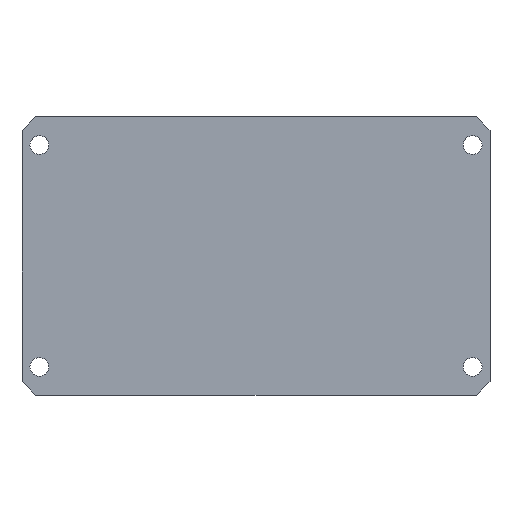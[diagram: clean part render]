
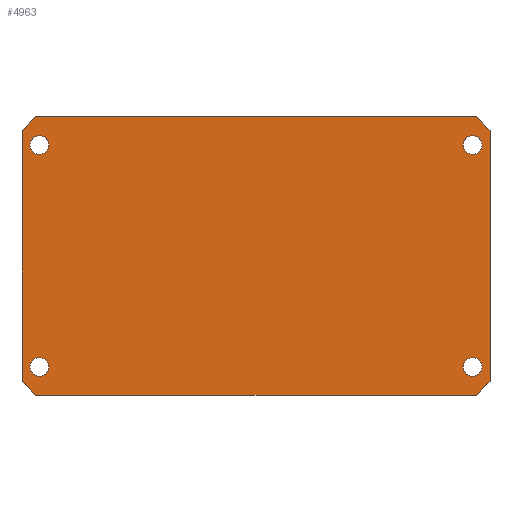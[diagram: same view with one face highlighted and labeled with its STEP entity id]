
A CAD part, top view. The second image highlights one B-rep face of the part: STEP entity #4963.
In plain terms, the highlighted planar face has unit normal (0, 0, 1).
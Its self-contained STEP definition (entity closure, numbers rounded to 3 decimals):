
#4963=ADVANCED_FACE('',(#11195,#11197,#11199,#11201,#11203),#11205,.T.);
#11195=FACE_BOUND('',#11196,.T.);
#11196=EDGE_LOOP('',(#16008,#16009,#16010,#16011,#16012,#16013,#16014,#16015));
#11197=FACE_BOUND('',#11198,.T.);
#11198=EDGE_LOOP('',(#16016));
#11199=FACE_BOUND('',#11200,.T.);
#11200=EDGE_LOOP('',(#16017));
#11201=FACE_BOUND('',#11202,.T.);
#11202=EDGE_LOOP('',(#16018));
#11203=FACE_BOUND('',#11204,.T.);
#11204=EDGE_LOOP('',(#16019));
#11205=PLANE('',#11206);
#11206=AXIS2_PLACEMENT_3D('',#11207,#11208,#11209);
#11207=CARTESIAN_POINT('',(0.,0.,10.));
#11208=DIRECTION('',(0.,0.,1.));
#11209=DIRECTION('',(-1.,0.,0.));
#16008=ORIENTED_EDGE('',*,*,#19593,.T.);
#16009=ORIENTED_EDGE('',*,*,#19594,.T.);
#16010=ORIENTED_EDGE('',*,*,#19595,.T.);
#16011=ORIENTED_EDGE('',*,*,#19596,.T.);
#16012=ORIENTED_EDGE('',*,*,#19597,.T.);
#16013=ORIENTED_EDGE('',*,*,#17818,.T.);
#16014=ORIENTED_EDGE('',*,*,#19592,.T.);
#16015=ORIENTED_EDGE('',*,*,#19598,.T.);
#16016=ORIENTED_EDGE('',*,*,#19599,.T.);
#16017=ORIENTED_EDGE('',*,*,#19600,.T.);
#16018=ORIENTED_EDGE('',*,*,#19601,.T.);
#16019=ORIENTED_EDGE('',*,*,#19602,.T.);
#17818=EDGE_CURVE('',#20234,#20232,#20235,.T.);
#19592=EDGE_CURVE('',#20232,#23241,#23243,.T.);
#19593=EDGE_CURVE('',#23244,#23245,#23246,.T.);
#19594=EDGE_CURVE('',#23245,#23247,#23248,.T.);
#19595=EDGE_CURVE('',#23247,#23249,#23250,.T.);
#19596=EDGE_CURVE('',#23249,#23251,#23252,.T.);
#19597=EDGE_CURVE('',#23251,#20234,#23253,.T.);
#19598=EDGE_CURVE('',#23241,#23244,#23254,.T.);
#19599=EDGE_CURVE('',#23255,#23255,#23256,.F.);
#19600=EDGE_CURVE('',#23257,#23257,#23258,.F.);
#19601=EDGE_CURVE('',#23259,#23259,#23260,.F.);
#19602=EDGE_CURVE('',#23261,#23261,#23262,.F.);
#20232=VERTEX_POINT('',#24337);
#20234=VERTEX_POINT('',#24341);
#20235=LINE('',#24342,#24343);
#23241=VERTEX_POINT('',#31569);
#23243=LINE('',#31573,#31574);
#23244=VERTEX_POINT('',#31576);
#23245=VERTEX_POINT('',#31577);
#23246=LINE('',#31578,#31579);
#23247=VERTEX_POINT('',#31581);
#23248=LINE('',#31582,#31583);
#23249=VERTEX_POINT('',#31585);
#23250=LINE('',#31586,#31587);
#23251=VERTEX_POINT('',#31589);
#23252=LINE('',#31590,#31591);
#23253=LINE('',#31593,#31594);
#23254=LINE('',#31596,#31597);
#23255=VERTEX_POINT('',#31599);
#23256=CIRCLE('',#31600,1.35);
#23257=VERTEX_POINT('',#31604);
#23258=CIRCLE('',#31605,1.35);
#23259=VERTEX_POINT('',#31609);
#23260=CIRCLE('',#31610,1.35);
#23261=VERTEX_POINT('',#31614);
#23262=CIRCLE('',#31615,1.35);
#24337=CARTESIAN_POINT('',(-31.75,20.1,10.));
#24341=CARTESIAN_POINT('',(31.75,20.1,10.));
#24342=CARTESIAN_POINT('',(31.75,20.1,10.));
#24343=VECTOR('',#24344,1.);
#24344=DIRECTION('',(-1.,0.,0.));
#31569=CARTESIAN_POINT('',(-33.75,18.1,10.));
#31573=CARTESIAN_POINT('',(-31.75,20.1,10.));
#31574=VECTOR('',#31575,1.);
#31575=DIRECTION('',(-0.707,-0.707,0.));
#31576=CARTESIAN_POINT('',(-33.75,-18.1,10.));
#31577=CARTESIAN_POINT('',(-31.75,-20.1,10.));
#31578=CARTESIAN_POINT('',(-33.75,-18.1,10.));
#31579=VECTOR('',#31580,1.);
#31580=DIRECTION('',(0.707,-0.707,0.));
#31581=CARTESIAN_POINT('',(31.75,-20.1,10.));
#31582=CARTESIAN_POINT('',(-31.75,-20.1,10.));
#31583=VECTOR('',#31584,1.);
#31584=DIRECTION('',(1.,0.,0.));
#31585=CARTESIAN_POINT('',(33.75,-18.1,10.));
#31586=CARTESIAN_POINT('',(31.75,-20.1,10.));
#31587=VECTOR('',#31588,1.);
#31588=DIRECTION('',(0.707,0.707,0.));
#31589=CARTESIAN_POINT('',(33.75,18.1,10.));
#31590=CARTESIAN_POINT('',(33.75,-18.1,10.));
#31591=VECTOR('',#31592,1.);
#31592=DIRECTION('',(0.,1.,0.));
#31593=CARTESIAN_POINT('',(33.75,18.1,10.));
#31594=VECTOR('',#31595,1.);
#31595=DIRECTION('',(-0.707,0.707,0.));
#31596=CARTESIAN_POINT('',(-33.75,18.1,10.));
#31597=VECTOR('',#31598,1.);
#31598=DIRECTION('',(0.,-1.,0.));
#31599=CARTESIAN_POINT('',(29.9,-16.,10.));
#31600=AXIS2_PLACEMENT_3D('',#31601,#31602,#31603);
#31601=CARTESIAN_POINT('',(31.25,-16.,10.));
#31602=DIRECTION('',(0.,0.,1.));
#31603=DIRECTION('',(-1.,0.,0.));
#31604=CARTESIAN_POINT('',(29.9,16.,10.));
#31605=AXIS2_PLACEMENT_3D('',#31606,#31607,#31608);
#31606=CARTESIAN_POINT('',(31.25,16.,10.));
#31607=DIRECTION('',(0.,0.,1.));
#31608=DIRECTION('',(-1.,0.,0.));
#31609=CARTESIAN_POINT('',(-32.6,16.,10.));
#31610=AXIS2_PLACEMENT_3D('',#31611,#31612,#31613);
#31611=CARTESIAN_POINT('',(-31.25,16.,10.));
#31612=DIRECTION('',(0.,0.,1.));
#31613=DIRECTION('',(-1.,0.,0.));
#31614=CARTESIAN_POINT('',(-32.6,-16.,10.));
#31615=AXIS2_PLACEMENT_3D('',#31616,#31617,#31618);
#31616=CARTESIAN_POINT('',(-31.25,-16.,10.));
#31617=DIRECTION('',(0.,0.,1.));
#31618=DIRECTION('',(-1.,0.,0.));
